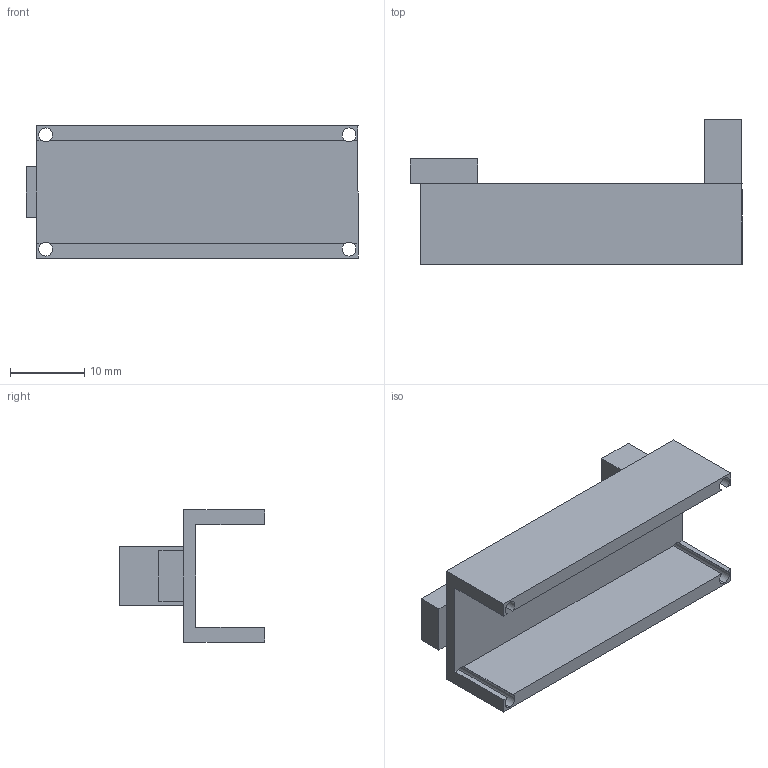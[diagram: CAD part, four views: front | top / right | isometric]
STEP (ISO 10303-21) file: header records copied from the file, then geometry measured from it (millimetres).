
FILE_DESCRIPTION (( 'STEP AP214' ), '1' );
FILE_NAME ('arduino nano.STEP', '2024-05-09T04:26:22', ( '' ), ( '' ), 'SwSTEP 2.0', 'SolidWorks 2023', '' );
FILE_SCHEMA (( 'AUTOMOTIVE_DESIGN' ));
Length unit declared in the file: millimetre
Products named in the file (1): arduino nano
Bounding box: 44.63 x 19.51 x 17.78 mm (x, y, z)
Volume: 3266.6 mm3; surface area: 3915.5 mm2
Topology: 1 solids, 1 shells, 32 faces, 100 edges, 66 vertices
Faces by surface type: plane 24, cylinder 8
Entity records: 1151 total; most frequent: ORIENTED_EDGE 200, CARTESIAN_POINT 199, DIRECTION 190, EDGE_CURVE 100, LINE 76, VECTOR 76, VERTEX_POINT 66, AXIS2_PLACEMENT_3D 57
